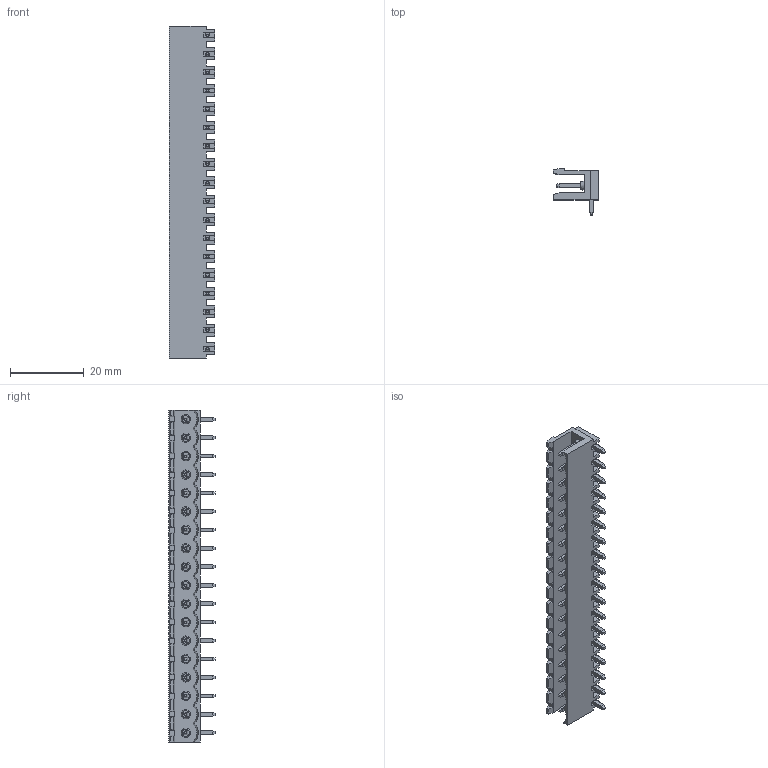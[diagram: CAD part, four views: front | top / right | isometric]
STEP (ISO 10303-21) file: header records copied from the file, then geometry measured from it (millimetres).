
FILE_DESCRIPTION(('STEP AP214'),'1');
FILE_NAME('PV18-5-H.stp','2021-03-31T16:03:29',(' '),(' '),'Spatial InterOp 3D',' ',' ');
FILE_SCHEMA(('automotive_design'));
Length unit declared in the file: metre
Products named in the file (1): 1
Bounding box: 12.2 x 12.6 x 90 mm (x, y, z)
Volume: 3920.4 mm3; surface area: 7508 mm2
Topology: 1 solids, 1 shells, 939 faces, 2352 edges, 1490 vertices
Faces by surface type: plane 862, cylinder 40, cone 36, extrusion 1
Entity records: 34572 total; most frequent: CARTESIAN_POINT 4854, ORIENTED_EDGE 4632, DIRECTION 4291, EDGE_CURVE 2316, VECTOR 2145, LINE 2144, VERTEX_POINT 1472, AXIS2_PLACEMENT_3D 1073
